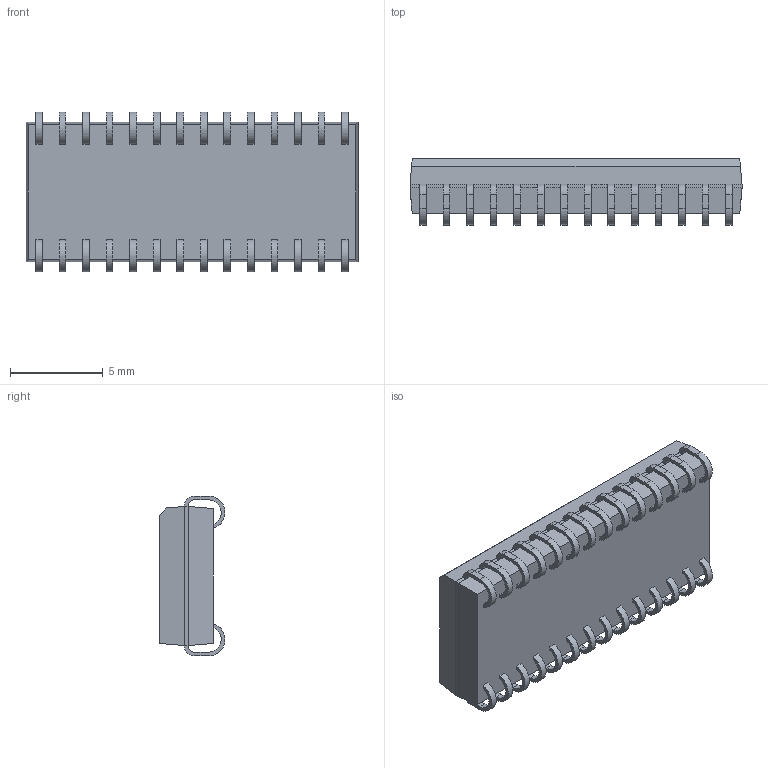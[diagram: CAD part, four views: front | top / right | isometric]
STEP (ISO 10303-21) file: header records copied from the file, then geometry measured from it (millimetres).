
FILE_DESCRIPTION (( 'STEP AP214' ), '1' );
FILE_NAME ('7164S20YG8.STEP', '2019-05-17T12:35:04', ( '' ), ( '' ), 'SwSTEP 2.0', 'SolidWorks 2017', '' );
FILE_SCHEMA (( 'AUTOMOTIVE_DESIGN' ));
Length unit declared in the file: inch
Products named in the file (1): 7164S20YG8
Bounding box: 17.93 x 3.55 x 8.64 mm (x, y, z)
Volume: 391.9 mm3; surface area: 521.5 mm2
Topology: 29 solids, 29 shells, 295 faces, 703 edges, 466 vertices
Faces by surface type: plane 183, cylinder 112
Entity records: 12415 total; most frequent: DIRECTION 1519, CARTESIAN_POINT 1465, ORIENTED_EDGE 1406, EDGE_CURVE 703, AXIS2_PLACEMENT_3D 520, LINE 479, VECTOR 479, VERTEX_POINT 466
